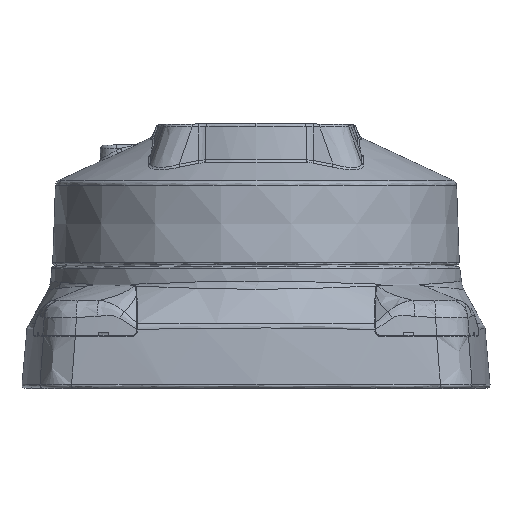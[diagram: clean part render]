
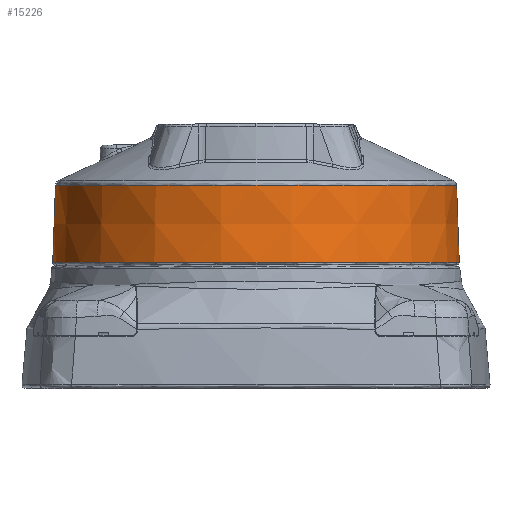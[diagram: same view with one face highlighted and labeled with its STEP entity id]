
A CAD part, top view. The second image highlights one B-rep face of the part: STEP entity #15226.
In plain terms, the highlighted conical face has half-angle 2 degrees and reference radius 60.207 mm.
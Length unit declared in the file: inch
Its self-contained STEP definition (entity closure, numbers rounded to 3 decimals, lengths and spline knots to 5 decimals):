
#1249 = AXIS2_PLACEMENT_3D ( 'NONE', #34482, #17931, #78032 ) ;
#2296 = CARTESIAN_POINT ( 'NONE',  ( -4.74035, 2.32211, 0. ) ) ;
#2901 = VERTEX_POINT ( 'NONE', #64625 ) ;
#3099 = EDGE_LOOP ( 'NONE', ( #16353 ) ) ;
#6392 = DIRECTION ( 'NONE',  ( -1., 0., 0. ) ) ;
#7604 = CIRCLE ( 'NONE', #11458, 2.37037 ) ;
#7969 = DIRECTION ( 'NONE',  ( 0., -1., 0. ) ) ;
#11232 = EDGE_CURVE ( 'NONE', #2901, #2901, #7604, .T. ) ;
#11458 = AXIS2_PLACEMENT_3D ( 'NONE', #30986, #66487, #6392 ) ;
#15226 = ADVANCED_FACE ( 'NONE', ( #22390, #46979 ), #45062, .T. ) ;
#16353 = ORIENTED_EDGE ( 'NONE', *, *, #77782, .T. ) ;
#17931 = DIRECTION ( 'NONE',  ( 0., -1., 0. ) ) ;
#22390 = FACE_OUTER_BOUND ( 'NONE', #66852, .T. ) ;
#29661 = ORIENTED_EDGE ( 'NONE', *, *, #11232, .F. ) ;
#30986 = CARTESIAN_POINT ( 'NONE',  ( -4.74035, 1.42138, 0. ) ) ;
#34482 = CARTESIAN_POINT ( 'NONE',  ( -4.74035, 1.42138, 0. ) ) ;
#36305 = CARTESIAN_POINT ( 'NONE',  ( -7.07926, 2.32211, 0. ) ) ;
#45062 = CONICAL_SURFACE ( 'NONE', #1249, 2.37037, 0.035 ) ;
#46979 = FACE_BOUND ( 'NONE', #3099, .T. ) ;
#54469 = VERTEX_POINT ( 'NONE', #36305 ) ;
#62836 = DIRECTION ( 'NONE',  ( -1., 0., 0. ) ) ;
#63719 = CIRCLE ( 'NONE', #77808, 2.33891 ) ;
#64625 = CARTESIAN_POINT ( 'NONE',  ( -7.11072, 1.42138, 0. ) ) ;
#66487 = DIRECTION ( 'NONE',  ( 0., -1., 0. ) ) ;
#66852 = EDGE_LOOP ( 'NONE', ( #29661 ) ) ;
#77782 = EDGE_CURVE ( 'NONE', #54469, #54469, #63719, .T. ) ;
#77808 = AXIS2_PLACEMENT_3D ( 'NONE', #2296, #7969, #62836 ) ;
#78032 = DIRECTION ( 'NONE',  ( 1., 0., 0. ) ) ;
